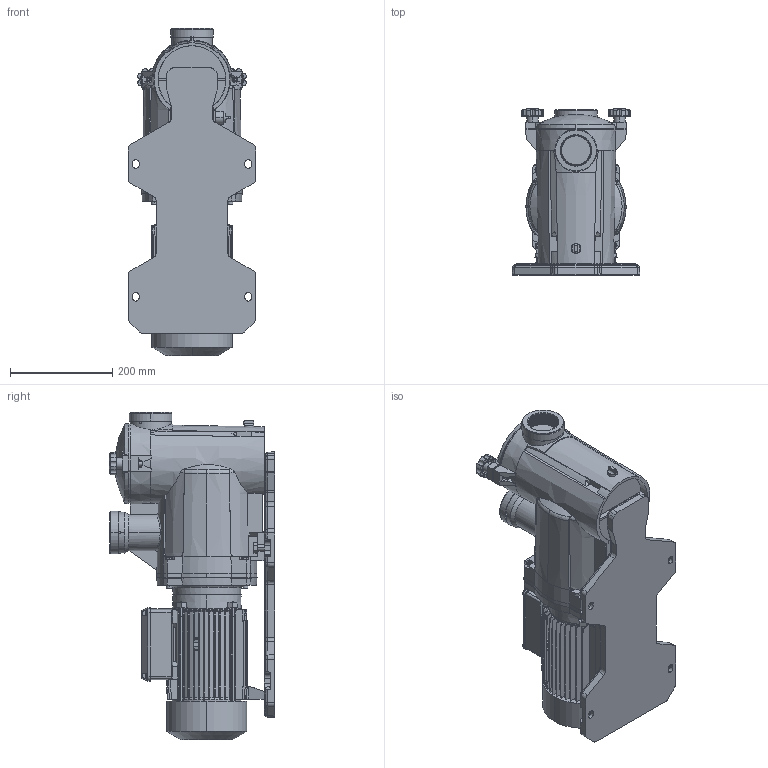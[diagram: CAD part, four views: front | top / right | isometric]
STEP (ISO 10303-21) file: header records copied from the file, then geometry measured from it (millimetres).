
FILE_DESCRIPTION (( 'STEP AP214' ), '1' );
FILE_NAME ('4.93.475.05swp01.step', '2021-10-04T15:10:08', ( '' ), ( '' ), 'SwSTEP 2.0', 'SolidWorks 2020', '' );
FILE_SCHEMA (( 'AUTOMOTIVE_DESIGN' ));
Length unit declared in the file: millimetre
Products named in the file (1): 4.93.475.05swp01
Bounding box: 250 x 324.18 x 640 mm (x, y, z)
Surface area: 1191199.4 mm2 (no closed solid volume)
Topology: 0 solids, 15 shells, 2431 faces, 6545 edges, 4222 vertices
Faces by surface type: plane 1168, bspline 440, cylinder 418, cone 312, torus 79, sphere 14
Entity records: 126050 total; most frequent: CARTESIAN_POINT 70824, ORIENTED_EDGE 13081, DIRECTION 8926, EDGE_CURVE 6543, VERTEX_POINT 4222, AXIS2_PLACEMENT_3D 2990, VECTOR 2946, LINE 2946
